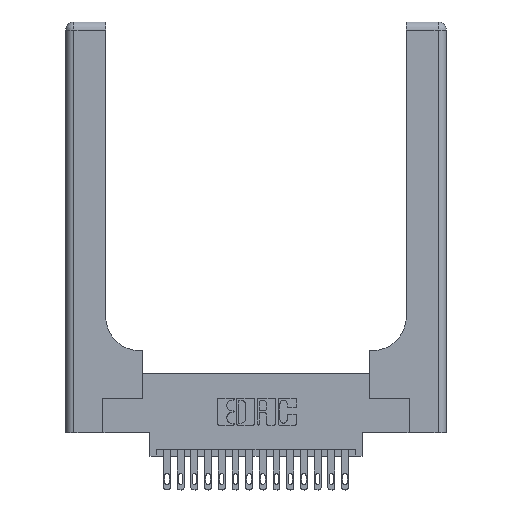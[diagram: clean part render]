
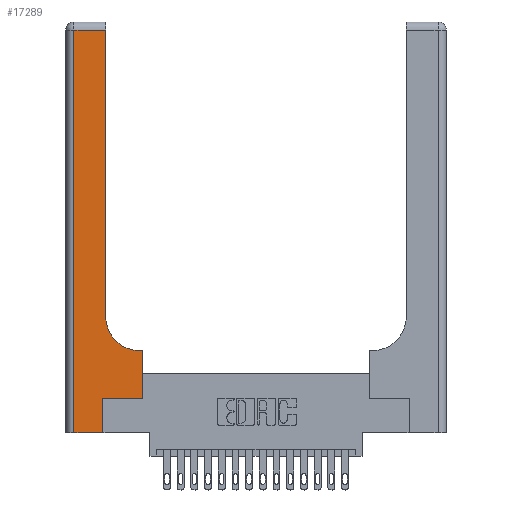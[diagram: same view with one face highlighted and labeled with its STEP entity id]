
A CAD part, top view. The second image highlights one B-rep face of the part: STEP entity #17289.
In plain terms, the highlighted planar face has unit normal (0, 0, 1).
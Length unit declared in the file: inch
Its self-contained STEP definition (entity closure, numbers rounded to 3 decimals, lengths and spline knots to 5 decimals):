
#3 = VERTEX_POINT ( 'NONE', #11218 ) ;
#109 = CARTESIAN_POINT ( 'NONE',  ( 0.2915, 3., 0.37 ) ) ;
#208 = DIRECTION ( 'NONE',  ( 1., 0., 0. ) ) ;
#412 = ORIENTED_EDGE ( 'NONE', *, *, #4149, .T. ) ;
#588 = FACE_OUTER_BOUND ( 'NONE', #19298, .T. ) ;
#669 = DIRECTION ( 'NONE',  ( 0., 0., -1. ) ) ;
#842 = EDGE_CURVE ( 'NONE', #19435, #19412, #1672, .T. ) ;
#1176 = LINE ( 'NONE', #18421, #7218 ) ;
#1616 = LINE ( 'NONE', #7829, #3773 ) ;
#1672 = LINE ( 'NONE', #14714, #13500 ) ;
#1684 = DIRECTION ( 'NONE',  ( 0., 1., 0. ) ) ;
#1706 = AXIS2_PLACEMENT_3D ( 'NONE', #14796, #7021, #19449 ) ;
#1716 = ORIENTED_EDGE ( 'NONE', *, *, #14314, .T. ) ;
#1998 = LINE ( 'NONE', #109, #19885 ) ;
#2376 = VERTEX_POINT ( 'NONE', #7749 ) ;
#2749 = CARTESIAN_POINT ( 'NONE',  ( 0.269, 0., 0.37 ) ) ;
#2870 = ORIENTED_EDGE ( 'NONE', *, *, #8704, .T. ) ;
#3080 = CARTESIAN_POINT ( 'NONE',  ( 0.5585, 0.6, 0.37 ) ) ;
#3307 = EDGE_CURVE ( 'NONE', #19412, #14984, #18211, .T. ) ;
#3328 = VERTEX_POINT ( 'NONE', #9525 ) ;
#3488 = CARTESIAN_POINT ( 'NONE',  ( 0.5415, 0.85, 0.37 ) ) ;
#3500 = VERTEX_POINT ( 'NONE', #2749 ) ;
#3751 = DIRECTION ( 'NONE',  ( 0., -1., 0. ) ) ;
#3773 = VECTOR ( 'NONE', #208, 39.37008 ) ;
#4118 = CARTESIAN_POINT ( 'NONE',  ( 0.2915, 2.94, 0.37 ) ) ;
#4149 = EDGE_CURVE ( 'NONE', #3328, #3500, #13356, .T. ) ;
#4290 = VECTOR ( 'NONE', #3751, 39.37008 ) ;
#4374 = CARTESIAN_POINT ( 'NONE',  ( 0., 0., 0.37 ) ) ;
#6312 = DIRECTION ( 'NONE',  ( 0., 1., 0. ) ) ;
#6615 = VECTOR ( 'NONE', #9652, 39.37008 ) ;
#7006 = DIRECTION ( 'NONE',  ( 0., 1., 0. ) ) ;
#7021 = DIRECTION ( 'NONE',  ( 0., 0., -1. ) ) ;
#7218 = VECTOR ( 'NONE', #1684, 39.37008 ) ;
#7749 = CARTESIAN_POINT ( 'NONE',  ( 0.269, 0.25, 0.37 ) ) ;
#7829 = CARTESIAN_POINT ( 'NONE',  ( 0.269, 0.25, 0.37 ) ) ;
#8417 = LINE ( 'NONE', #14159, #4290 ) ;
#8704 = EDGE_CURVE ( 'NONE', #14984, #3, #19500, .T. ) ;
#9319 = ORIENTED_EDGE ( 'NONE', *, *, #11708, .T. ) ;
#9525 = CARTESIAN_POINT ( 'NONE',  ( 0.06, 0., 0.37 ) ) ;
#9652 = DIRECTION ( 'NONE',  ( -1., 0., 0. ) ) ;
#10624 = VERTEX_POINT ( 'NONE', #18258 ) ;
#10948 = EDGE_CURVE ( 'NONE', #18618, #10624, #13396, .T. ) ;
#11218 = CARTESIAN_POINT ( 'NONE',  ( 0.2915, 0.85, 0.37 ) ) ;
#11708 = EDGE_CURVE ( 'NONE', #3, #18618, #1998, .T. ) ;
#11892 = VECTOR ( 'NONE', #15383, 39.37008 ) ;
#12187 = ORIENTED_EDGE ( 'NONE', *, *, #3307, .T. ) ;
#12223 = ORIENTED_EDGE ( 'NONE', *, *, #19361, .T. ) ;
#13292 = PLANE ( 'NONE',  #1706 ) ;
#13356 = LINE ( 'NONE', #4374, #11892 ) ;
#13396 = LINE ( 'NONE', #16748, #13875 ) ;
#13500 = VECTOR ( 'NONE', #7006, 39.37008 ) ;
#13875 = VECTOR ( 'NONE', #16818, 39.37008 ) ;
#14159 = CARTESIAN_POINT ( 'NONE',  ( 0.06, 3., 0.37 ) ) ;
#14196 = ORIENTED_EDGE ( 'NONE', *, *, #842, .T. ) ;
#14314 = EDGE_CURVE ( 'NONE', #10624, #3328, #8417, .T. ) ;
#14349 = CARTESIAN_POINT ( 'NONE',  ( 0.5415, 0.6, 0.37 ) ) ;
#14425 = AXIS2_PLACEMENT_3D ( 'NONE', #3488, #669, #17699 ) ;
#14714 = CARTESIAN_POINT ( 'NONE',  ( 0.5585, 0.25, 0.37 ) ) ;
#14796 = CARTESIAN_POINT ( 'NONE',  ( 0., 3., 0.37 ) ) ;
#14984 = VERTEX_POINT ( 'NONE', #14349 ) ;
#15383 = DIRECTION ( 'NONE',  ( 1., 0., 0. ) ) ;
#15450 = CARTESIAN_POINT ( 'NONE',  ( 0.5585, 0.25, 0.37 ) ) ;
#16083 = EDGE_CURVE ( 'NONE', #2376, #19435, #1616, .T. ) ;
#16748 = CARTESIAN_POINT ( 'NONE',  ( 0., 2.94, 0.37 ) ) ;
#16818 = DIRECTION ( 'NONE',  ( -1., 0., 0. ) ) ;
#17093 = ORIENTED_EDGE ( 'NONE', *, *, #10948, .T. ) ;
#17118 = ORIENTED_EDGE ( 'NONE', *, *, #16083, .T. ) ;
#17289 = ADVANCED_FACE ( 'NONE', ( #588 ), #13292, .F. ) ;
#17699 = DIRECTION ( 'NONE',  ( 1., 0., 0. ) ) ;
#18211 = LINE ( 'NONE', #18768, #6615 ) ;
#18258 = CARTESIAN_POINT ( 'NONE',  ( 0.06, 2.94, 0.37 ) ) ;
#18421 = CARTESIAN_POINT ( 'NONE',  ( 0.269, 0., 0.37 ) ) ;
#18618 = VERTEX_POINT ( 'NONE', #4118 ) ;
#18768 = CARTESIAN_POINT ( 'NONE',  ( 0.2915, 0.6, 0.37 ) ) ;
#19298 = EDGE_LOOP ( 'NONE', ( #9319, #17093, #1716, #412, #12223, #17118, #14196, #12187, #2870 ) ) ;
#19361 = EDGE_CURVE ( 'NONE', #3500, #2376, #1176, .T. ) ;
#19412 = VERTEX_POINT ( 'NONE', #3080 ) ;
#19435 = VERTEX_POINT ( 'NONE', #15450 ) ;
#19449 = DIRECTION ( 'NONE',  ( -1., 0., 0. ) ) ;
#19500 = CIRCLE ( 'NONE', #14425, 0.25 ) ;
#19885 = VECTOR ( 'NONE', #6312, 39.37008 ) ;
